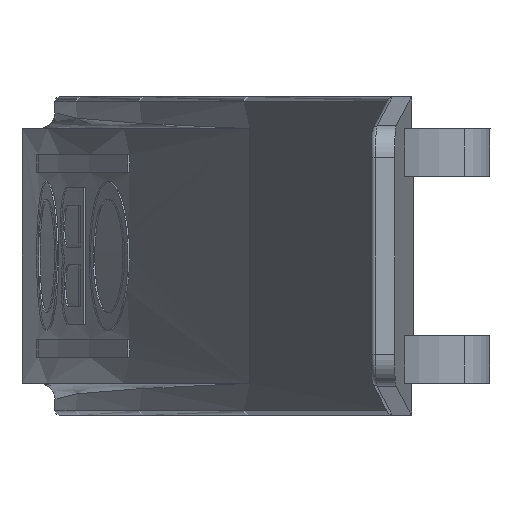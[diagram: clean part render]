
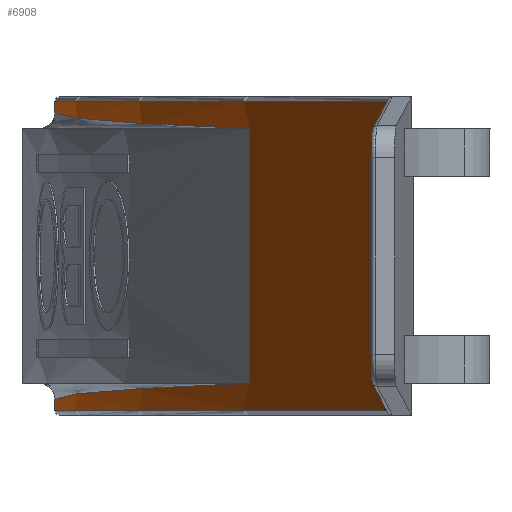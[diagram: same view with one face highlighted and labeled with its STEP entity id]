
A CAD part, left-side view. The second image highlights one B-rep face of the part: STEP entity #6908.
In plain terms, the highlighted cylindrical face has radius 208 mm (diameter 416 mm), a partial arc.
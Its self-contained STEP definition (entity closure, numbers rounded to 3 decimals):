
#2117=CARTESIAN_POINT('',(-20.012,28.093,9.7));
#2130=CARTESIAN_POINT('',(70.913,-158.981,9.7));
#2131=DIRECTION('',(0.,0.,1.));
#2132=DIRECTION('',(0.,1.,0.));
#2133=AXIS2_PLACEMENT_3D('',#2130,#2131,#2132);
#2140=CARTESIAN_POINT('',(0.629,36.785,
-8.));
#2141=CARTESIAN_POINT('',(3.442,37.795,-8.042));
#2142=CARTESIAN_POINT('',(9.111,39.693,-8.125));
#2143=CARTESIAN_POINT('',(17.727,42.171,-8.25));
#2144=CARTESIAN_POINT('',(24.987,43.924,-8.354));
#2145=CARTESIAN_POINT('',(30.835,45.138,-8.437));
#2146=CARTESIAN_POINT('',(36.712,46.226,-8.52));
#2147=CARTESIAN_POINT('',(44.09,47.347,-8.624));
#2148=CARTESIAN_POINT('',(55.932,48.628,-8.79));
#2149=CARTESIAN_POINT('',(64.84,49.015,-8.915));
#2150=CARTESIAN_POINT('',(70.772,49.019,-8.997));
#2152=CARTESIAN_POINT('',(70.78,49.019,8.998));
#2153=CARTESIAN_POINT('',(64.848,49.015,8.915));
#2154=CARTESIAN_POINT('',(55.931,48.628,8.79));
#2155=CARTESIAN_POINT('',(44.09,47.347,8.624));
#2156=CARTESIAN_POINT('',(36.712,46.226,8.52));
#2157=CARTESIAN_POINT('',(30.835,45.138,8.437));
#2158=CARTESIAN_POINT('',(24.987,43.924,8.354));
#2159=CARTESIAN_POINT('',(17.727,42.171,8.25));
#2160=CARTESIAN_POINT('',(9.111,39.693,8.125));
#2161=CARTESIAN_POINT('',(3.442,37.795,8.042));
#2162=CARTESIAN_POINT('',(0.629,36.785,8.));
#2164=DIRECTION('',(0.,0.,-1.));
#2165=VECTOR('',#2164,0.7);
#2166=CARTESIAN_POINT('',(70.913,49.019,9.7));
#2167=LINE('',#2166,#2165);
#2168=DIRECTION('',(0.,0.,1.));
#2169=VECTOR('',#2168,19.4);
#2170=CARTESIAN_POINT('',(-20.012,28.093,
-9.7));
#2171=LINE('',#2170,#2169);
#2172=DIRECTION('',(0.,0.,-1.));
#2173=VECTOR('',#2172,0.7);
#2174=CARTESIAN_POINT('',(70.913,49.019,-9.));
#2175=LINE('',#2174,#2173);
#2176=CARTESIAN_POINT('',(70.913,49.019,-9.));
#2177=CARTESIAN_POINT('',(70.866,49.019,-8.999));
#2178=CARTESIAN_POINT('',(70.818,49.019,-8.998));
#2179=CARTESIAN_POINT('',(70.772,49.019,-8.997));
#2189=CARTESIAN_POINT('',(70.772,49.019,-8.997));
#2549=CARTESIAN_POINT('',(70.78,49.019,8.998));
#2561=CARTESIAN_POINT('',(70.913,49.019,9.));
#2566=CARTESIAN_POINT('',(70.78,49.019,8.998));
#2567=CARTESIAN_POINT('',(70.826,49.019,8.998));
#2568=CARTESIAN_POINT('',(70.866,49.019,8.999));
#2569=CARTESIAN_POINT('',(70.913,49.019,9.));
#2613=DIRECTION('',(0.,0.,1.));
#2614=VECTOR('',#2613,16.);
#2615=CARTESIAN_POINT('',(0.629,36.785,
-8.));
#2616=LINE('',#2615,#2614);
#3433=CARTESIAN_POINT('',(70.913,-158.981,-9.7));
#3434=DIRECTION('',(0.,0.,-1.));
#3435=DIRECTION('',(-0.437,0.899,0.));
#3436=AXIS2_PLACEMENT_3D('',#3433,#3434,#3435);
#3517=CARTESIAN_POINT('',(70.913,49.019,-9.7));
#3519=VERTEX_POINT('',#3517);
#3523=CARTESIAN_POINT('',(70.913,49.019,-9.));
#3524=VERTEX_POINT('',#3523);
#3624=CARTESIAN_POINT('',(70.913,49.019,9.7));
#3625=VERTEX_POINT('',#3624);
#3853=VERTEX_POINT('',#2117);
#3871=CARTESIAN_POINT('',(-20.012,28.093,
-9.7));
#3872=VERTEX_POINT('',#3871);
#3875=VERTEX_POINT('',#2561);
#4136=CARTESIAN_POINT('',(0.629,36.785,
-8.));
#4137=VERTEX_POINT('',#4136);
#4139=CARTESIAN_POINT('',(0.629,36.785,8.));
#4141=VERTEX_POINT('',#4139);
#4297=VERTEX_POINT('',#2549);
#4299=VERTEX_POINT('',#2189);
#6883=CARTESIAN_POINT('',(70.913,-158.981,12.05));
#6884=DIRECTION('',(0.,0.,-1.));
#6885=DIRECTION('',(1.,0.,0.));
#6886=AXIS2_PLACEMENT_3D('',#6883,#6884,#6885);
#6887=CYLINDRICAL_SURFACE('',#6886,208.);
#6889=ORIENTED_EDGE('',*,*,#6888,.T.);
#6891=ORIENTED_EDGE('',*,*,#6890,.F.);
#6893=ORIENTED_EDGE('',*,*,#6892,.T.);
#6895=ORIENTED_EDGE('',*,*,#6894,.F.);
#6897=ORIENTED_EDGE('',*,*,#6896,.T.);
#6899=ORIENTED_EDGE('',*,*,#6898,.F.);
#6900=ORIENTED_EDGE('',*,*,#6876,.T.);
#6901=ORIENTED_EDGE('',*,*,#6763,.F.);
#6903=ORIENTED_EDGE('',*,*,#6902,.T.);
#6905=ORIENTED_EDGE('',*,*,#6904,.F.);
#6906=EDGE_LOOP('',(#6889,#6891,#6893,#6895,#6897,#6899,#6900,#6901,#6903,
#6905));
#6907=FACE_OUTER_BOUND('',#6906,.F.);
#6908=ADVANCED_FACE('',(#6907),#6887,.T.);
#2134=CIRCLE('',#2133,208.);
#2151=B_SPLINE_CURVE_WITH_KNOTS('',3,(#2140,#2141,#2142,#2143,#2144,#2145,#2146,
#2147,#2148,#2149,#2150),.UNSPECIFIED.,.F.,.F.,(4,1,1,1,1,1,1,1,4),(0.,
0.125,0.25,0.375,0.437,
0.5,0.625,0.75,1.),.UNSPECIFIED.);
#2163=B_SPLINE_CURVE_WITH_KNOTS('',3,(#2152,#2153,#2154,#2155,#2156,#2157,#2158,
#2159,#2160,#2161,#2162),.UNSPECIFIED.,.F.,.F.,(4,1,1,1,1,1,1,1,4),(0.,
0.25,0.375,0.5,0.563,
0.625,0.75,0.875,1.),.UNSPECIFIED.);
#2180=B_SPLINE_CURVE_WITH_KNOTS('',3,(#2176,#2177,#2178,#2179),.UNSPECIFIED.,
.F.,.F.,(4,4),(0.,1.),.UNSPECIFIED.);
#2570=B_SPLINE_CURVE_WITH_KNOTS('',3,(#2566,#2567,#2568,#2569),.UNSPECIFIED.,
.F.,.F.,(4,4),(0.,1.),.UNSPECIFIED.);
#3437=CIRCLE('',#3436,208.);
#6763=EDGE_CURVE('',#3872,#3853,#2171,.T.);
#6876=EDGE_CURVE('',#3625,#3853,#2134,.T.);
#6888=EDGE_CURVE('',#3524,#4299,#2180,.T.);
#6890=EDGE_CURVE('',#4137,#4299,#2151,.T.);
#6892=EDGE_CURVE('',#4137,#4141,#2616,.T.);
#6894=EDGE_CURVE('',#4297,#4141,#2163,.T.);
#6896=EDGE_CURVE('',#4297,#3875,#2570,.T.);
#6898=EDGE_CURVE('',#3625,#3875,#2167,.T.);
#6902=EDGE_CURVE('',#3872,#3519,#3437,.T.);
#6904=EDGE_CURVE('',#3524,#3519,#2175,.T.);
